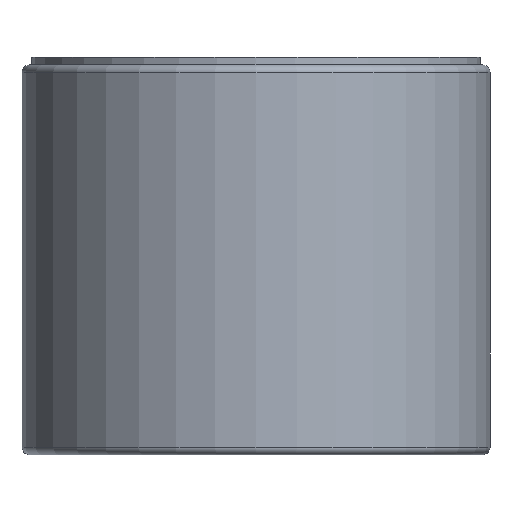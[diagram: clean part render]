
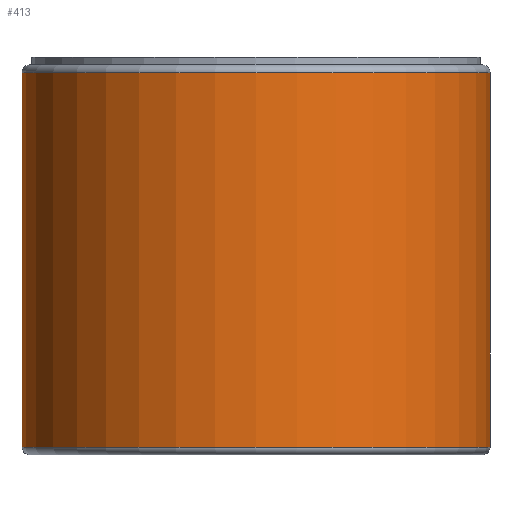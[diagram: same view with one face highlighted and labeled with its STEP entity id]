
A CAD part, front view. The second image highlights one B-rep face of the part: STEP entity #413.
In plain terms, the highlighted cylindrical face has radius 3 mm (diameter 6 mm), a full revolution.
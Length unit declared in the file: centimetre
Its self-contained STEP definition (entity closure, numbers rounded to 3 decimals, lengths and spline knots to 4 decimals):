
#93=CYLINDRICAL_SURFACE('',#468,0.3);
#124=VERTEX_POINT('',#696);
#125=VERTEX_POINT('',#699);
#154=CIRCLE('',#467,0.3);
#155=CIRCLE('',#469,0.3);
#204=EDGE_CURVE('',#124,#124,#154,.T.);
#205=EDGE_CURVE('',#125,#125,#155,.T.);
#300=ORIENTED_EDGE('',*,*,#205,.F.);
#301=ORIENTED_EDGE('',*,*,#204,.F.);
#340=EDGE_LOOP('',(#300));
#341=EDGE_LOOP('',(#301));
#380=FACE_BOUND('',#340,.T.);
#381=FACE_BOUND('',#341,.T.);
#413=ADVANCED_FACE('',(#380,#381),#93,.T.);
#467=AXIS2_PLACEMENT_3D('',#695,#580,#581);
#468=AXIS2_PLACEMENT_3D('',#697,#582,#583);
#469=AXIS2_PLACEMENT_3D('',#698,#584,#585);
#580=DIRECTION('',(0.,0.,-1.));
#581=DIRECTION('',(-0.3,0.,0.));
#582=DIRECTION('',(0.,0.,1.));
#583=DIRECTION('',(0.3,0.,0.));
#584=DIRECTION('',(0.,0.,1.));
#585=DIRECTION('',(-0.3,0.,0.));
#695=CARTESIAN_POINT('',(0.,0.,0.01));
#696=CARTESIAN_POINT('',(0.3,0.,0.01));
#697=CARTESIAN_POINT('',(0.,0.,0.));
#698=CARTESIAN_POINT('',(0.,0.,0.49));
#699=CARTESIAN_POINT('',(0.3,0.,0.49));
